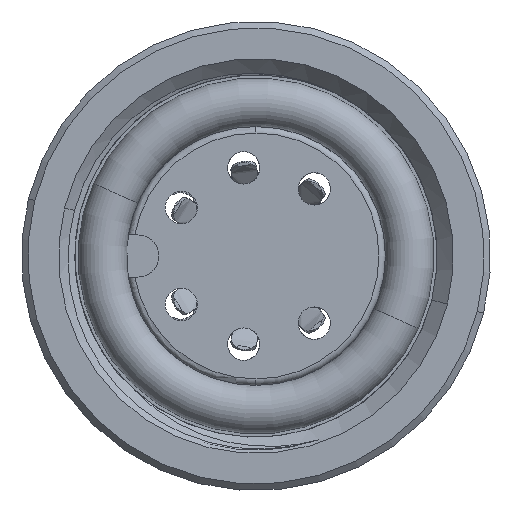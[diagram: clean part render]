
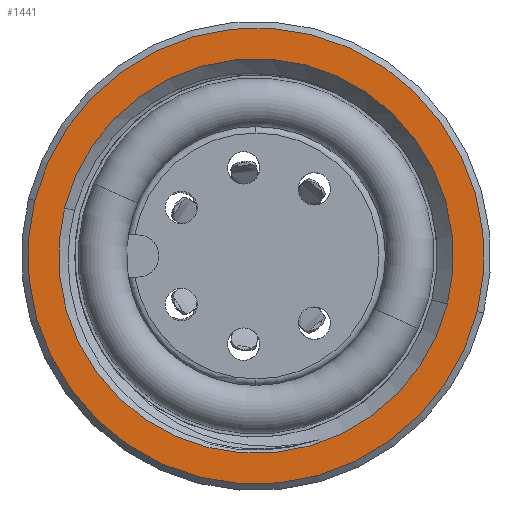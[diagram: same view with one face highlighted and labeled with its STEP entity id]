
A CAD part, left-side view. The second image highlights one B-rep face of the part: STEP entity #1441.
In plain terms, the highlighted face is planar.
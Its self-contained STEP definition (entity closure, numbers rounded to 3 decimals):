
#50 = AXIS2_PLACEMENT_3D ( 'NONE', #4679, #1698, #2914 ) ;
#261 = CARTESIAN_POINT ( 'NONE',  ( 11., 0., 0. ) ) ;
#629 = ORIENTED_EDGE ( 'NONE', *, *, #4917, .T. ) ;
#936 = DIRECTION ( 'NONE',  ( 0., 0., 1. ) ) ;
#999 = AXIS2_PLACEMENT_3D ( 'NONE', #5015, #4317, #6238 ) ;
#1027 = DIRECTION ( 'NONE',  ( -1., 0., 0. ) ) ;
#1441 = ADVANCED_FACE ( 'NONE', ( #3188, #5724 ), #3654, .F. ) ;
#1501 = EDGE_LOOP ( 'NONE', ( #6073, #2120 ) ) ;
#1698 = DIRECTION ( 'NONE',  ( 1., 0., 0. ) ) ;
#1705 = VERTEX_POINT ( 'NONE', #6301 ) ;
#2090 = CIRCLE ( 'NONE', #7685, 6.1 ) ;
#2120 = ORIENTED_EDGE ( 'NONE', *, *, #7989, .T. ) ;
#2360 = CARTESIAN_POINT ( 'NONE',  ( 11., 7.25, 0. ) ) ;
#2506 = AXIS2_PLACEMENT_3D ( 'NONE', #261, #2823, #7915 ) ;
#2682 = VERTEX_POINT ( 'NONE', #7368 ) ;
#2823 = DIRECTION ( 'NONE',  ( -1., 0., 0. ) ) ;
#2912 = VERTEX_POINT ( 'NONE', #3694 ) ;
#2914 = DIRECTION ( 'NONE',  ( 0., 0., 1. ) ) ;
#3019 = CIRCLE ( 'NONE', #999, 7.05 ) ;
#3188 = FACE_OUTER_BOUND ( 'NONE', #4394, .T. ) ;
#3654 = PLANE ( 'NONE',  #8065 ) ;
#3694 = CARTESIAN_POINT ( 'NONE',  ( 11., 0., 7.05 ) ) ;
#4317 = DIRECTION ( 'NONE',  ( 1., 0., 0. ) ) ;
#4394 = EDGE_LOOP ( 'NONE', ( #629, #7845 ) ) ;
#4625 = EDGE_CURVE ( 'NONE', #2682, #2912, #5246, .T. ) ;
#4679 = CARTESIAN_POINT ( 'NONE',  ( 11., 0., 0. ) ) ;
#4716 = CARTESIAN_POINT ( 'NONE',  ( 11., 0., 6.1 ) ) ;
#4893 = CIRCLE ( 'NONE', #2506, 6.1 ) ;
#4894 = DIRECTION ( 'NONE',  ( -1., 0., 0. ) ) ;
#4917 = EDGE_CURVE ( 'NONE', #2912, #2682, #3019, .T. ) ;
#5015 = CARTESIAN_POINT ( 'NONE',  ( 11., 0., 0. ) ) ;
#5246 = CIRCLE ( 'NONE', #50, 7.05 ) ;
#5724 = FACE_BOUND ( 'NONE', #1501, .T. ) ;
#6051 = VERTEX_POINT ( 'NONE', #4716 ) ;
#6073 = ORIENTED_EDGE ( 'NONE', *, *, #7466, .T. ) ;
#6192 = DIRECTION ( 'NONE',  ( 0., 0., 1. ) ) ;
#6238 = DIRECTION ( 'NONE',  ( 0., 0., 1. ) ) ;
#6301 = CARTESIAN_POINT ( 'NONE',  ( 11., 0., -6.1 ) ) ;
#7368 = CARTESIAN_POINT ( 'NONE',  ( 11., 0., -7.05 ) ) ;
#7466 = EDGE_CURVE ( 'NONE', #1705, #6051, #2090, .T. ) ;
#7685 = AXIS2_PLACEMENT_3D ( 'NONE', #8014, #1027, #936 ) ;
#7845 = ORIENTED_EDGE ( 'NONE', *, *, #4625, .T. ) ;
#7915 = DIRECTION ( 'NONE',  ( 0., 0., 1. ) ) ;
#7989 = EDGE_CURVE ( 'NONE', #6051, #1705, #4893, .T. ) ;
#8014 = CARTESIAN_POINT ( 'NONE',  ( 11., 0., 0. ) ) ;
#8065 = AXIS2_PLACEMENT_3D ( 'NONE', #2360, #4894, #6192 ) ;
